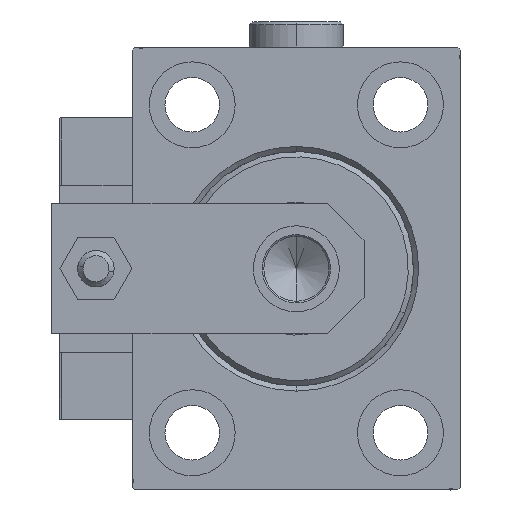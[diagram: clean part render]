
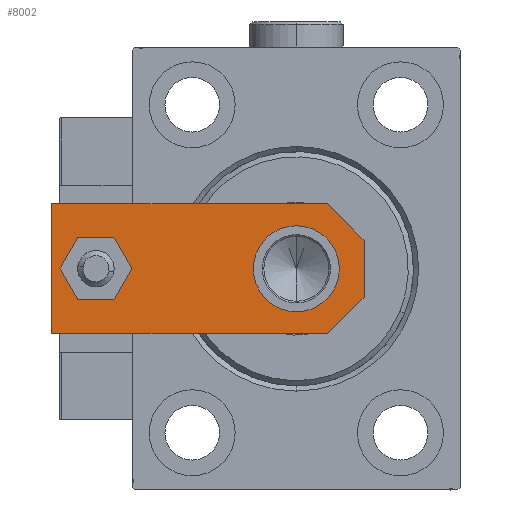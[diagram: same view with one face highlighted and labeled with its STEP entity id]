
A CAD part, left-side view. The second image highlights one B-rep face of the part: STEP entity #8002.
In plain terms, the highlighted face is planar.
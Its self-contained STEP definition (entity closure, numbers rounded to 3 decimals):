
#311 = VERTEX_POINT ( 'NONE', #4394 ) ;
#687 = ORIENTED_EDGE ( 'NONE', *, *, #28627, .T. ) ;
#830 = CARTESIAN_POINT ( 'NONE',  ( -8.25, 13., 6. ) ) ;
#1370 = CARTESIAN_POINT ( 'NONE',  ( -5.5, 0., 6. ) ) ;
#3015 = DIRECTION ( 'NONE',  ( 1., 0., 0. ) ) ;
#3669 = VECTOR ( 'NONE', #5279, 1000. ) ;
#3799 = AXIS2_PLACEMENT_3D ( 'NONE', #48920, #5903, #13211 ) ;
#4394 = CARTESIAN_POINT ( 'NONE',  ( 5.5, 0., 6. ) ) ;
#5279 = DIRECTION ( 'NONE',  ( 0., -1., 0. ) ) ;
#5903 = DIRECTION ( 'NONE',  ( 0., 0., 1. ) ) ;
#6395 = ORIENTED_EDGE ( 'NONE', *, *, #30146, .T. ) ;
#6894 = VERTEX_POINT ( 'NONE', #48709 ) ;
#7313 = DIRECTION ( 'NONE',  ( 0., 0., 1. ) ) ;
#7559 = DIRECTION ( 'NONE',  ( 1., 0., 0. ) ) ;
#8002 = ADVANCED_FACE ( 'NONE', ( #17377, #33289, #45518 ), #49172, .T. ) ;
#8610 = VERTEX_POINT ( 'NONE', #1370 ) ;
#9175 = LINE ( 'NONE', #36317, #49241 ) ;
#11082 = CARTESIAN_POINT ( 'NONE',  ( 12.5, 60., 6. ) ) ;
#11587 = EDGE_CURVE ( 'NONE', #8610, #311, #50456, .T. ) ;
#11738 = VERTEX_POINT ( 'NONE', #32182 ) ;
#12777 = EDGE_CURVE ( 'NONE', #311, #38796, #27521, .T. ) ;
#13211 = DIRECTION ( 'NONE',  ( 1., 0., 0. ) ) ;
#15452 = VERTEX_POINT ( 'NONE', #43684 ) ;
#15459 = AXIS2_PLACEMENT_3D ( 'NONE', #32501, #24426, #48917 ) ;
#16261 = EDGE_LOOP ( 'NONE', ( #6395, #19629, #38572, #21935, #687, #40586 ) ) ;
#17249 = DIRECTION ( 'NONE',  ( 0., 0., 1. ) ) ;
#17271 = VECTOR ( 'NONE', #3015, 1000. ) ;
#17377 = FACE_BOUND ( 'NONE', #42776, .T. ) ;
#18475 = AXIS2_PLACEMENT_3D ( 'NONE', #47415, #7313, #7559 ) ;
#19629 = ORIENTED_EDGE ( 'NONE', *, *, #42850, .T. ) ;
#21162 = DIRECTION ( 'NONE',  ( 1., 0., 0. ) ) ;
#21312 = CIRCLE ( 'NONE', #15459, 8.25 ) ;
#21935 = ORIENTED_EDGE ( 'NONE', *, *, #12777, .T. ) ;
#22696 = VERTEX_POINT ( 'NONE', #44232 ) ;
#22828 = ORIENTED_EDGE ( 'NONE', *, *, #26156, .F. ) ;
#23088 = EDGE_LOOP ( 'NONE', ( #40940, #31589 ) ) ;
#24426 = DIRECTION ( 'NONE',  ( 0., 0., 1. ) ) ;
#24788 = VECTOR ( 'NONE', #47072, 1000. ) ;
#25999 = VERTEX_POINT ( 'NONE', #830 ) ;
#26056 = CIRCLE ( 'NONE', #49344, 4. ) ;
#26156 = EDGE_CURVE ( 'NONE', #11738, #31740, #40141, .T. ) ;
#26992 = DIRECTION ( 'NONE',  ( -1., 0., 0. ) ) ;
#27521 = LINE ( 'NONE', #50977, #24788 ) ;
#27977 = CARTESIAN_POINT ( 'NONE',  ( 12.5, 0., 6. ) ) ;
#28627 = EDGE_CURVE ( 'NONE', #38796, #45457, #35276, .T. ) ;
#30146 = EDGE_CURVE ( 'NONE', #15452, #22696, #37086, .T. ) ;
#31589 = ORIENTED_EDGE ( 'NONE', *, *, #44638, .F. ) ;
#31740 = VERTEX_POINT ( 'NONE', #48348 ) ;
#31900 = ORIENTED_EDGE ( 'NONE', *, *, #46153, .F. ) ;
#31908 = VECTOR ( 'NONE', #48035, 1000. ) ;
#32182 = CARTESIAN_POINT ( 'NONE',  ( -4., 51.5, 6. ) ) ;
#32501 = CARTESIAN_POINT ( 'NONE',  ( 0., 13., 6. ) ) ;
#32659 = CIRCLE ( 'NONE', #18475, 8.25 ) ;
#33289 = FACE_OUTER_BOUND ( 'NONE', #16261, .T. ) ;
#34196 = EDGE_CURVE ( 'NONE', #25999, #6894, #21312, .T. ) ;
#35276 = LINE ( 'NONE', #27977, #31908 ) ;
#35333 = DIRECTION ( 'NONE',  ( 1., 0., 0. ) ) ;
#36317 = CARTESIAN_POINT ( 'NONE',  ( -2.75, -2.75, 6. ) ) ;
#37086 = LINE ( 'NONE', #48800, #3669 ) ;
#38572 = ORIENTED_EDGE ( 'NONE', *, *, #11587, .T. ) ;
#38735 = CARTESIAN_POINT ( 'NONE',  ( -12.5, 0., 6. ) ) ;
#38796 = VERTEX_POINT ( 'NONE', #49180 ) ;
#39368 = CARTESIAN_POINT ( 'NONE',  ( 12.5, 60., 6. ) ) ;
#40141 = CIRCLE ( 'NONE', #41811, 4. ) ;
#40586 = ORIENTED_EDGE ( 'NONE', *, *, #44062, .T. ) ;
#40940 = ORIENTED_EDGE ( 'NONE', *, *, #34196, .F. ) ;
#41811 = AXIS2_PLACEMENT_3D ( 'NONE', #45386, #17249, #21162 ) ;
#42776 = EDGE_LOOP ( 'NONE', ( #22828, #31900 ) ) ;
#42850 = EDGE_CURVE ( 'NONE', #22696, #8610, #9175, .T. ) ;
#43653 = DIRECTION ( 'NONE',  ( 0., 0., 1. ) ) ;
#43684 = CARTESIAN_POINT ( 'NONE',  ( -12.5, 60., 6. ) ) ;
#44062 = EDGE_CURVE ( 'NONE', #45457, #15452, #46787, .T. ) ;
#44232 = CARTESIAN_POINT ( 'NONE',  ( -12.5, 7., 6. ) ) ;
#44638 = EDGE_CURVE ( 'NONE', #6894, #25999, #32659, .T. ) ;
#44889 = DIRECTION ( 'NONE',  ( 0.707, -0.707, 0. ) ) ;
#45386 = CARTESIAN_POINT ( 'NONE',  ( 0., 51.5, 6. ) ) ;
#45457 = VERTEX_POINT ( 'NONE', #39368 ) ;
#45518 = FACE_BOUND ( 'NONE', #23088, .T. ) ;
#46153 = EDGE_CURVE ( 'NONE', #31740, #11738, #26056, .T. ) ;
#46787 = LINE ( 'NONE', #11082, #50933 ) ;
#47072 = DIRECTION ( 'NONE',  ( 0.707, 0.707, 0. ) ) ;
#47302 = CARTESIAN_POINT ( 'NONE',  ( 0., 51.5, 6. ) ) ;
#47415 = CARTESIAN_POINT ( 'NONE',  ( 0., 13., 6. ) ) ;
#48035 = DIRECTION ( 'NONE',  ( 0., 1., 0. ) ) ;
#48348 = CARTESIAN_POINT ( 'NONE',  ( 4., 51.5, 6. ) ) ;
#48709 = CARTESIAN_POINT ( 'NONE',  ( 8.25, 13., 6. ) ) ;
#48800 = CARTESIAN_POINT ( 'NONE',  ( -12.5, 60., 6. ) ) ;
#48917 = DIRECTION ( 'NONE',  ( 1., 0., 0. ) ) ;
#48920 = CARTESIAN_POINT ( 'NONE',  ( 0., 0., 6. ) ) ;
#49172 = PLANE ( 'NONE',  #3799 ) ;
#49180 = CARTESIAN_POINT ( 'NONE',  ( 12.5, 7., 6. ) ) ;
#49241 = VECTOR ( 'NONE', #44889, 1000. ) ;
#49344 = AXIS2_PLACEMENT_3D ( 'NONE', #47302, #43653, #35333 ) ;
#50456 = LINE ( 'NONE', #38735, #17271 ) ;
#50933 = VECTOR ( 'NONE', #26992, 1000. ) ;
#50977 = CARTESIAN_POINT ( 'NONE',  ( 2.75, -2.75, 6. ) ) ;
